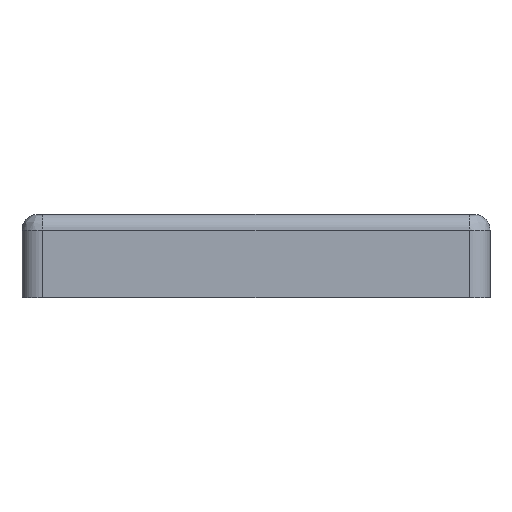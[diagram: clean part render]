
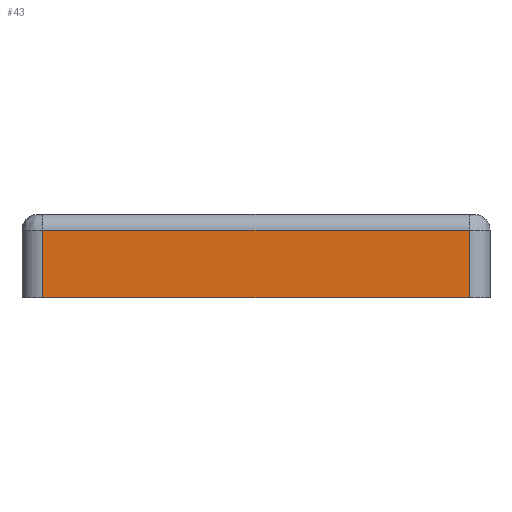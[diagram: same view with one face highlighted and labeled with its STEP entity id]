
A CAD part, front view. The second image highlights one B-rep face of the part: STEP entity #43.
In plain terms, the highlighted planar face has unit normal (0, -1, 0).
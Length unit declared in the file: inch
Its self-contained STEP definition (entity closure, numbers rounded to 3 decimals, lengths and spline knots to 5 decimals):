
#43 = ADVANCED_FACE ( 'NONE', ( #2136 ), #8914, .F. ) ;
#1012 = CARTESIAN_POINT ( 'NONE',  ( -1.77165, -1.77165, 0. ) ) ;
#1523 = VECTOR ( 'NONE', #8152, 39.37008 ) ;
#1609 = CARTESIAN_POINT ( 'NONE',  ( -1.61417, -1.77165, 0.51181 ) ) ;
#1826 = CARTESIAN_POINT ( 'NONE',  ( 1.61417, -1.77165, 0.62992 ) ) ;
#1888 = EDGE_CURVE ( 'NONE', #3995, #3386, #2858, .T. ) ;
#2099 = EDGE_CURVE ( 'NONE', #5728, #3995, #5723, .T. ) ;
#2136 = FACE_OUTER_BOUND ( 'NONE', #7482, .T. ) ;
#2143 = CARTESIAN_POINT ( 'NONE',  ( 1.61417, -1.77165, 0. ) ) ;
#2346 = DIRECTION ( 'NONE',  ( 0., 0., 1. ) ) ;
#2858 = LINE ( 'NONE', #7803, #8982 ) ;
#3024 = AXIS2_PLACEMENT_3D ( 'NONE', #8699, #8735, #8550 ) ;
#3386 = VERTEX_POINT ( 'NONE', #1609 ) ;
#3601 = VERTEX_POINT ( 'NONE', #4637 ) ;
#3995 = VERTEX_POINT ( 'NONE', #7873 ) ;
#4328 = ORIENTED_EDGE ( 'NONE', *, *, #1888, .F. ) ;
#4475 = ORIENTED_EDGE ( 'NONE', *, *, #2099, .F. ) ;
#4637 = CARTESIAN_POINT ( 'NONE',  ( 1.61417, -1.77165, 0.51181 ) ) ;
#4950 = DIRECTION ( 'NONE',  ( 0., 0., -1. ) ) ;
#5065 = ORIENTED_EDGE ( 'NONE', *, *, #9917, .F. ) ;
#5280 = DIRECTION ( 'NONE',  ( 1., 0., 0. ) ) ;
#5723 = LINE ( 'NONE', #1012, #1523 ) ;
#5728 = VERTEX_POINT ( 'NONE', #2143 ) ;
#6674 = LINE ( 'NONE', #1826, #8526 ) ;
#7012 = CARTESIAN_POINT ( 'NONE',  ( -1.77165, -1.77165, 0.51181 ) ) ;
#7322 = VECTOR ( 'NONE', #5280, 39.37008 ) ;
#7482 = EDGE_LOOP ( 'NONE', ( #5065, #4328, #4475, #8712 ) ) ;
#7551 = LINE ( 'NONE', #7012, #7322 ) ;
#7803 = CARTESIAN_POINT ( 'NONE',  ( -1.61417, -1.77165, 0.62992 ) ) ;
#7873 = CARTESIAN_POINT ( 'NONE',  ( -1.61417, -1.77165, 0. ) ) ;
#8152 = DIRECTION ( 'NONE',  ( -1., 0., 0. ) ) ;
#8484 = EDGE_CURVE ( 'NONE', #3601, #5728, #6674, .T. ) ;
#8526 = VECTOR ( 'NONE', #4950, 39.37008 ) ;
#8550 = DIRECTION ( 'NONE',  ( 0., 0., 1. ) ) ;
#8699 = CARTESIAN_POINT ( 'NONE',  ( -1.77165, -1.77165, 0.62992 ) ) ;
#8712 = ORIENTED_EDGE ( 'NONE', *, *, #8484, .F. ) ;
#8735 = DIRECTION ( 'NONE',  ( 0., 1., 0. ) ) ;
#8914 = PLANE ( 'NONE',  #3024 ) ;
#8982 = VECTOR ( 'NONE', #2346, 39.37008 ) ;
#9917 = EDGE_CURVE ( 'NONE', #3386, #3601, #7551, .T. ) ;
